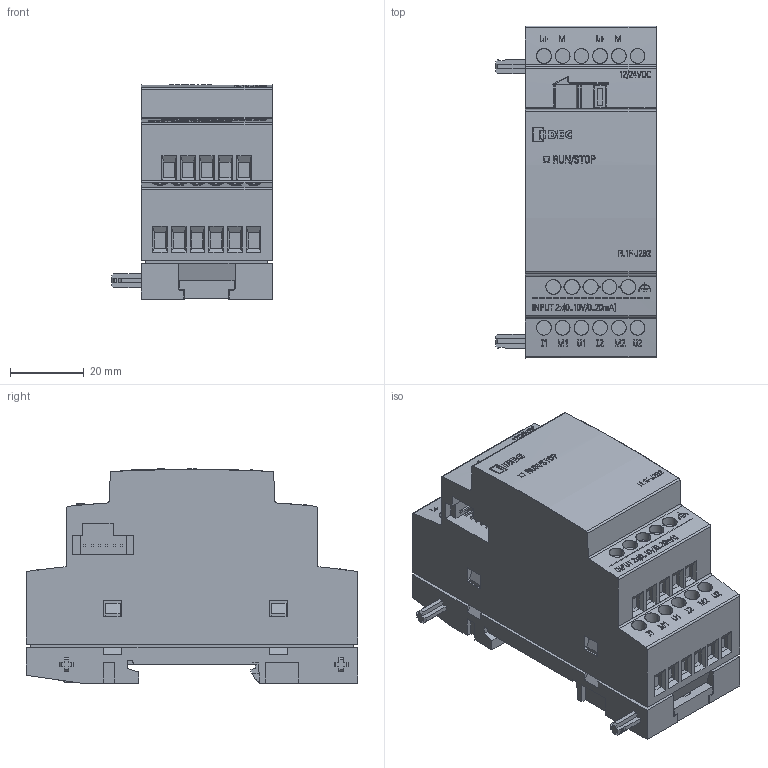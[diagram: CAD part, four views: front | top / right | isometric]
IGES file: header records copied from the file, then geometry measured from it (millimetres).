
Start section: SolidWorks IGES file using analytic representation for surfaces
Global section: file name: FL1F-J2B2_3d.IGS,15; native system: HSolidWorks 2014; preprocessor: SolidWorks 2014; author: 1002606; date: 160825.204425; units: millimetre
Bounding box: 43.5 x 90 x 58.13 mm (x, y, z)
Surface area: 25688.9 mm2 (no closed solid volume)
Topology: 0 solids, 0 shells, 1676 faces, 12697 edges, 12693 vertices
Faces by surface type: bspline 1579, revolution 97
